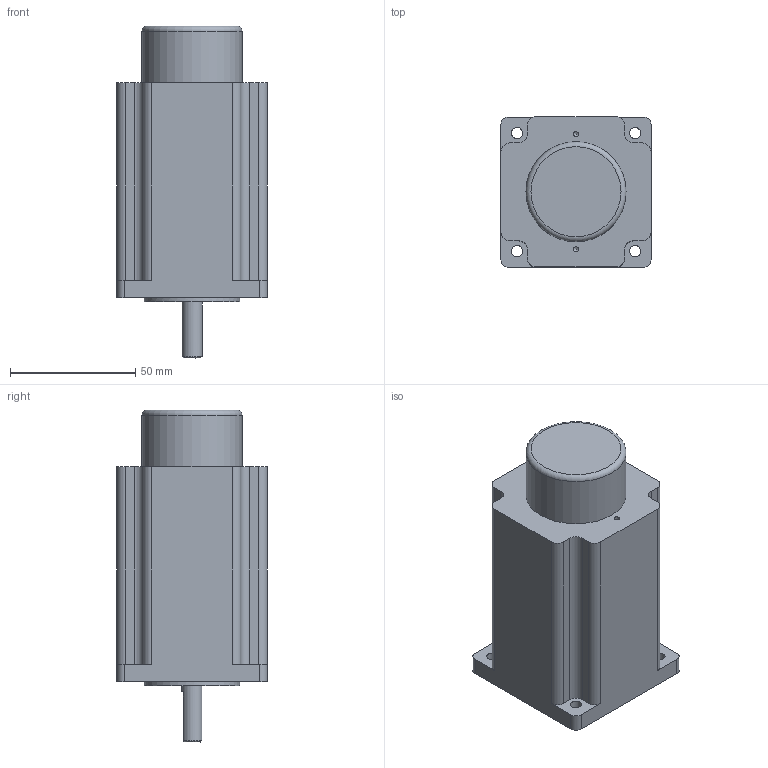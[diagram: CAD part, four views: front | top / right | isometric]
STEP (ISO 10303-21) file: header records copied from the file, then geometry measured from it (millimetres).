
FILE_DESCRIPTION(/* description */ (''),/* implementation_level */ '2;1');
FILE_NAME(/* name */ 'QSH6018-86.step',/* time_stamp */ '2019-05-08T16:09:03+02:00',/* author */ ('jakob.buesch'),/* organization */ (''),/* preprocessor_version */ 'ST-DEVELOPER v18',/* originating_system */ 'Autodesk Translation Framework v8.2.0.1029',/* authorisation */ '');
FILE_SCHEMA (('AUTOMOTIVE_DESIGN { 1 0 10303 214 3 1 1 }'));
Length unit declared in the file: millimetre
Products named in the file (2): QSH6018-86; QSH6018-45
Assembly tree (1 placements, depth 2):
  QSH6018-86
    QSH6018-45
Bounding box: 60 x 60 x 132.6 mm (x, y, z)
Volume: 304276.3 mm3; surface area: 30519.2 mm2
Topology: 1 solids, 2 shells, 58 faces, 167 edges, 117 vertices
Faces by surface type: cylinder 27, plane 26, cone 4, torus 1
Full cylindrical faces by diameter (mm): 2.05 x2, 4.5 x4, 8 x1, 10.5 x2, 38.1 x1, 40 x1
Entity records: 2031 total; most frequent: DIRECTION 367, CARTESIAN_POINT 347, ORIENTED_EDGE 330, EDGE_CURVE 165, AXIS2_PLACEMENT_3D 143, VERTEX_POINT 117, CIRCLE 82, LINE 81
